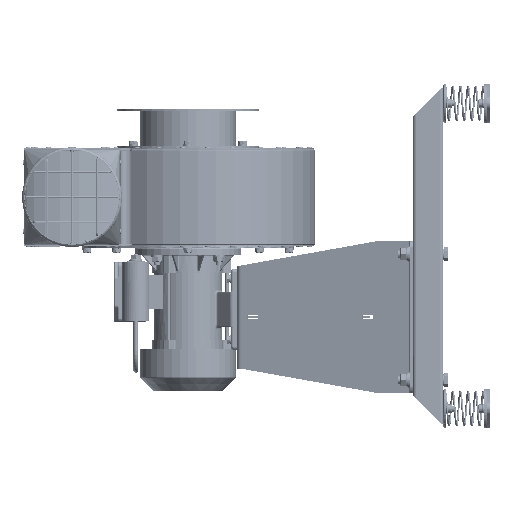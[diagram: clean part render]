
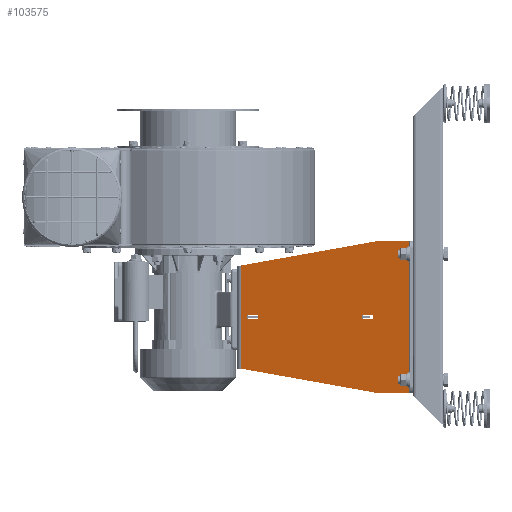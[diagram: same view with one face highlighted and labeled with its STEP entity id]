
A CAD part, left-side view. The second image highlights one B-rep face of the part: STEP entity #103575.
In plain terms, the highlighted planar face has unit normal (-0.966, 0.259, 0).
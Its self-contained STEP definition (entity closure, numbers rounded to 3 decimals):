
#5064=FACE_BOUND('',#20595,.T.);
#5065=FACE_BOUND('',#20596,.T.);
#7941=PLANE('',#111867);
#14094=FACE_OUTER_BOUND('',#20594,.T.);
#20594=EDGE_LOOP('',(#90203,#90204,#90205,#90206,#90207,#90208));
#20595=EDGE_LOOP('',(#90209,#90210,#90211,#90212));
#20596=EDGE_LOOP('',(#90213,#90214,#90215,#90216));
#28280=LINE('',#189316,#35953);
#28283=LINE('',#189321,#35956);
#28285=LINE('',#189325,#35958);
#28287=LINE('',#189328,#35960);
#28288=LINE('',#189332,#35961);
#28291=LINE('',#189337,#35964);
#28293=LINE('',#189341,#35966);
#28295=LINE('',#189344,#35968);
#28344=LINE('',#189471,#36017);
#28347=LINE('',#189478,#36020);
#28352=LINE('',#189535,#36025);
#28354=LINE('',#189538,#36027);
#28356=LINE('',#189542,#36029);
#28360=LINE('',#189554,#36033);
#35953=VECTOR('',#135669,10.);
#35956=VECTOR('',#135674,10.);
#35958=VECTOR('',#135678,10.);
#35960=VECTOR('',#135682,10.);
#35961=VECTOR('',#135685,10.);
#35964=VECTOR('',#135690,10.);
#35966=VECTOR('',#135694,10.);
#35968=VECTOR('',#135698,10.);
#36017=VECTOR('',#135839,10.);
#36020=VECTOR('',#135844,10.);
#36025=VECTOR('',#135855,10.);
#36027=VECTOR('',#135859,10.);
#36029=VECTOR('',#135863,10.);
#36033=VECTOR('',#135881,10.);
#48390=VERTEX_POINT('',#189314);
#48391=VERTEX_POINT('',#189315);
#48392=VERTEX_POINT('',#189320);
#48393=VERTEX_POINT('',#189324);
#48394=VERTEX_POINT('',#189330);
#48395=VERTEX_POINT('',#189331);
#48396=VERTEX_POINT('',#189336);
#48397=VERTEX_POINT('',#189340);
#48428=VERTEX_POINT('',#189468);
#48429=VERTEX_POINT('',#189470);
#48430=VERTEX_POINT('',#189474);
#48432=VERTEX_POINT('',#189477);
#48433=VERTEX_POINT('',#189534);
#48434=VERTEX_POINT('',#189540);
#62337=EDGE_CURVE('',#48390,#48391,#28280,.T.);
#62340=EDGE_CURVE('',#48392,#48390,#28283,.T.);
#62342=EDGE_CURVE('',#48393,#48392,#28285,.T.);
#62344=EDGE_CURVE('',#48391,#48393,#28287,.T.);
#62345=EDGE_CURVE('',#48394,#48395,#28288,.T.);
#62348=EDGE_CURVE('',#48396,#48394,#28291,.T.);
#62350=EDGE_CURVE('',#48397,#48396,#28293,.T.);
#62352=EDGE_CURVE('',#48395,#48397,#28295,.T.);
#62415=EDGE_CURVE('',#48429,#48428,#28344,.T.);
#62418=EDGE_CURVE('',#48432,#48430,#28347,.T.);
#62427=EDGE_CURVE('',#48432,#48433,#28352,.T.);
#62429=EDGE_CURVE('',#48430,#48429,#28354,.T.);
#62431=EDGE_CURVE('',#48434,#48428,#28356,.T.);
#62438=EDGE_CURVE('',#48433,#48434,#28360,.T.);
#90203=ORIENTED_EDGE('',*,*,#62418,.T.);
#90204=ORIENTED_EDGE('',*,*,#62429,.T.);
#90205=ORIENTED_EDGE('',*,*,#62415,.T.);
#90206=ORIENTED_EDGE('',*,*,#62431,.F.);
#90207=ORIENTED_EDGE('',*,*,#62438,.F.);
#90208=ORIENTED_EDGE('',*,*,#62427,.F.);
#90209=ORIENTED_EDGE('',*,*,#62337,.T.);
#90210=ORIENTED_EDGE('',*,*,#62344,.T.);
#90211=ORIENTED_EDGE('',*,*,#62342,.T.);
#90212=ORIENTED_EDGE('',*,*,#62340,.T.);
#90213=ORIENTED_EDGE('',*,*,#62345,.T.);
#90214=ORIENTED_EDGE('',*,*,#62352,.T.);
#90215=ORIENTED_EDGE('',*,*,#62350,.T.);
#90216=ORIENTED_EDGE('',*,*,#62348,.T.);
#103575=ADVANCED_FACE('',(#14094,#5064,#5065),#7941,.T.);
#111867=AXIS2_PLACEMENT_3D('',#189553,#135879,#135880);
#135669=DIRECTION('',(0.259,0.966,0.));
#135674=DIRECTION('',(0.,0.,-1.));
#135678=DIRECTION('',(-0.259,-0.966,0.));
#135682=DIRECTION('',(0.,0.,1.));
#135685=DIRECTION('',(-0.259,-0.966,0.));
#135690=DIRECTION('',(0.,0.,1.));
#135694=DIRECTION('',(0.259,0.966,0.));
#135698=DIRECTION('',(0.,0.,-1.));
#135839=DIRECTION('',(-0.255,-0.952,-0.17));
#135844=DIRECTION('',(0.255,0.952,-0.17));
#135855=DIRECTION('',(-0.259,-0.966,0.));
#135859=DIRECTION('',(0.,0.,-1.));
#135863=DIRECTION('',(0.259,0.966,0.));
#135879=DIRECTION('center_axis',(-0.966,0.259,0.));
#135880=DIRECTION('ref_axis',(0.,0.,-1.));
#135881=DIRECTION('',(0.,0.,-1.));
#189314=CARTESIAN_POINT('',(-119.816,-92.329,-274.594));
#189315=CARTESIAN_POINT('',(-115.933,-77.84,-274.594));
#189316=CARTESIAN_POINT('',(-127.962,-122.733,-274.594));
#189320=CARTESIAN_POINT('',(-119.816,-92.329,-269.594));
#189321=CARTESIAN_POINT('',(-119.816,-92.329,-270.844));
#189324=CARTESIAN_POINT('',(-115.933,-77.84,-269.594));
#189325=CARTESIAN_POINT('',(-126.021,-115.488,-269.594));
#189328=CARTESIAN_POINT('',(-115.933,-77.84,-273.344));
#189330=CARTESIAN_POINT('',(-156.309,-228.525,-269.594));
#189331=CARTESIAN_POINT('',(-160.191,-243.014,-269.594));
#189332=CARTESIAN_POINT('',(-146.209,-190.83,-269.594));
#189336=CARTESIAN_POINT('',(-156.309,-228.525,-274.594));
#189337=CARTESIAN_POINT('',(-156.309,-228.525,-273.344));
#189340=CARTESIAN_POINT('',(-160.191,-243.014,-274.594));
#189341=CARTESIAN_POINT('',(-148.15,-198.075,-274.594));
#189344=CARTESIAN_POINT('',(-160.191,-243.014,-270.844));
#189468=CARTESIAN_POINT('',(-162.246,-250.681,-372.094));
#189470=CARTESIAN_POINT('',(-113.604,-69.147,-339.604));
#189471=CARTESIAN_POINT('',(-123.055,-104.42,-345.917));
#189474=CARTESIAN_POINT('',(-113.604,-69.147,-204.583));
#189477=CARTESIAN_POINT('',(-162.246,-250.681,-172.094));
#189478=CARTESIAN_POINT('',(-147.384,-195.217,-182.02));
#189534=CARTESIAN_POINT('',(-172.572,-289.218,-172.094));
#189535=CARTESIAN_POINT('',(-173.78,-293.725,-172.094));
#189538=CARTESIAN_POINT('',(-113.604,-69.147,-272.094));
#189540=CARTESIAN_POINT('',(-172.572,-289.218,-372.094));
#189542=CARTESIAN_POINT('',(-89.776,19.779,-372.094));
#189553=CARTESIAN_POINT('Origin',(-136.109,-153.136,-272.094));
#189554=CARTESIAN_POINT('',(-172.572,-289.218,-272.094));
